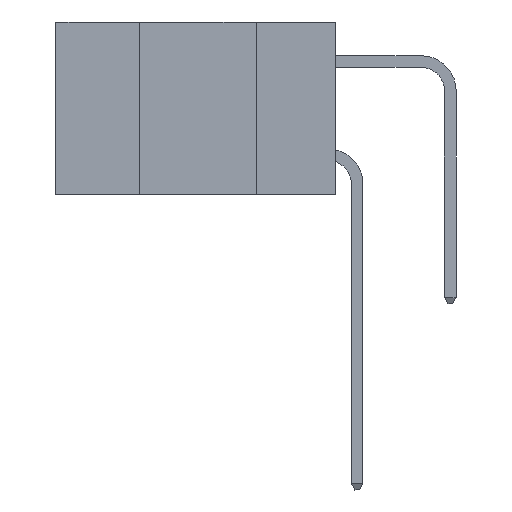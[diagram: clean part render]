
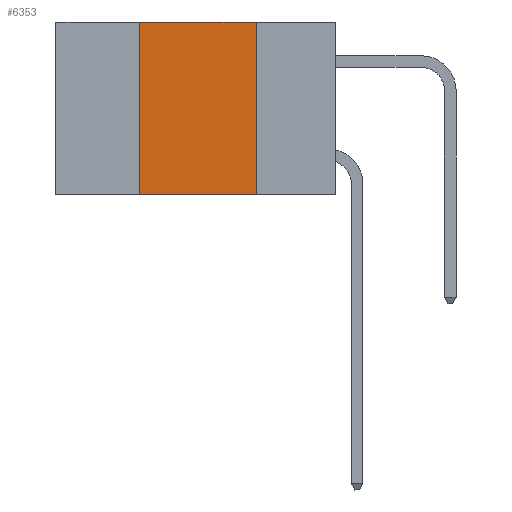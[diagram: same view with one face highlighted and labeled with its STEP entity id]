
A CAD part, left-side view. The second image highlights one B-rep face of the part: STEP entity #6353.
In plain terms, the highlighted planar face has unit normal (-1, 0, 0).
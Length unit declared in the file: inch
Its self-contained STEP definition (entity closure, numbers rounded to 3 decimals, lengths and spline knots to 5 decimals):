
#1280 = VERTEX_POINT ( 'NONE', #20059 ) ;
#2046 = DIRECTION ( 'NONE',  ( 0., 0., 1. ) ) ;
#2482 = CARTESIAN_POINT ( 'NONE',  ( 0., 0.17, 0. ) ) ;
#3171 = DIRECTION ( 'NONE',  ( 1., 0., 0. ) ) ;
#4629 = CARTESIAN_POINT ( 'NONE',  ( 0., 0.6, 0. ) ) ;
#4778 = DIRECTION ( 'NONE',  ( 0., -1., 0. ) ) ;
#4941 = VECTOR ( 'NONE', #19970, 39.37008 ) ;
#6353 = ADVANCED_FACE ( 'NONE', ( #17660 ), #10573, .F. ) ;
#7968 = DIRECTION ( 'NONE',  ( 0., 0., -1. ) ) ;
#8254 = LINE ( 'NONE', #4629, #22478 ) ;
#9538 = EDGE_CURVE ( 'NONE', #27710, #1280, #30719, .T. ) ;
#10573 = PLANE ( 'NONE',  #13246 ) ;
#12291 = VECTOR ( 'NONE', #4778, 39.37008 ) ;
#12658 = DIRECTION ( 'NONE',  ( 0., -1., 0. ) ) ;
#13246 = AXIS2_PLACEMENT_3D ( 'NONE', #29361, #3171, #7968 ) ;
#15886 = EDGE_CURVE ( 'NONE', #19037, #28555, #29603, .T. ) ;
#16808 = ORIENTED_EDGE ( 'NONE', *, *, #15886, .F. ) ;
#17075 = EDGE_LOOP ( 'NONE', ( #22255, #26799, #16808, #25415 ) ) ;
#17195 = EDGE_CURVE ( 'NONE', #28555, #27710, #8254, .T. ) ;
#17660 = FACE_OUTER_BOUND ( 'NONE', #17075, .T. ) ;
#19037 = VERTEX_POINT ( 'NONE', #24306 ) ;
#19970 = DIRECTION ( 'NONE',  ( 0., 0., -1. ) ) ;
#20059 = CARTESIAN_POINT ( 'NONE',  ( 0., 0.17, -0.37 ) ) ;
#21214 = CARTESIAN_POINT ( 'NONE',  ( 0., 0.6, -0.37 ) ) ;
#21446 = VECTOR ( 'NONE', #2046, 39.37008 ) ;
#22255 = ORIENTED_EDGE ( 'NONE', *, *, #9538, .F. ) ;
#22478 = VECTOR ( 'NONE', #12658, 39.37008 ) ;
#23044 = CARTESIAN_POINT ( 'NONE',  ( 0., 0.42, 0. ) ) ;
#24065 = EDGE_CURVE ( 'NONE', #19037, #1280, #29430, .T. ) ;
#24306 = CARTESIAN_POINT ( 'NONE',  ( 0., 0.42, -0.37 ) ) ;
#24679 = CARTESIAN_POINT ( 'NONE',  ( 0., 0.17, 0. ) ) ;
#25415 = ORIENTED_EDGE ( 'NONE', *, *, #24065, .T. ) ;
#26740 = CARTESIAN_POINT ( 'NONE',  ( 0., 0.42, 0. ) ) ;
#26799 = ORIENTED_EDGE ( 'NONE', *, *, #17195, .F. ) ;
#27710 = VERTEX_POINT ( 'NONE', #2482 ) ;
#28555 = VERTEX_POINT ( 'NONE', #26740 ) ;
#29361 = CARTESIAN_POINT ( 'NONE',  ( 0., 0.6, 0. ) ) ;
#29430 = LINE ( 'NONE', #21214, #12291 ) ;
#29603 = LINE ( 'NONE', #23044, #21446 ) ;
#30719 = LINE ( 'NONE', #24679, #4941 ) ;
